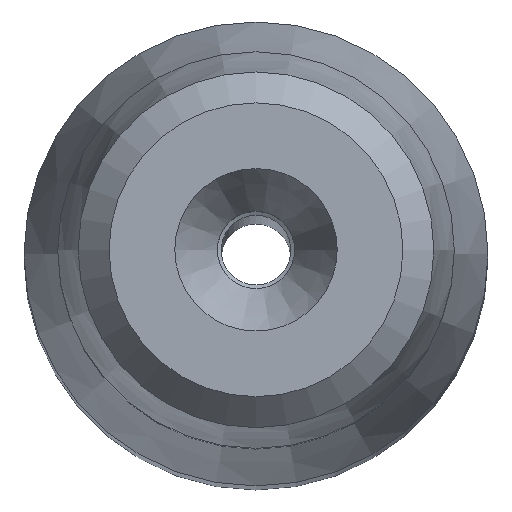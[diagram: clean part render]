
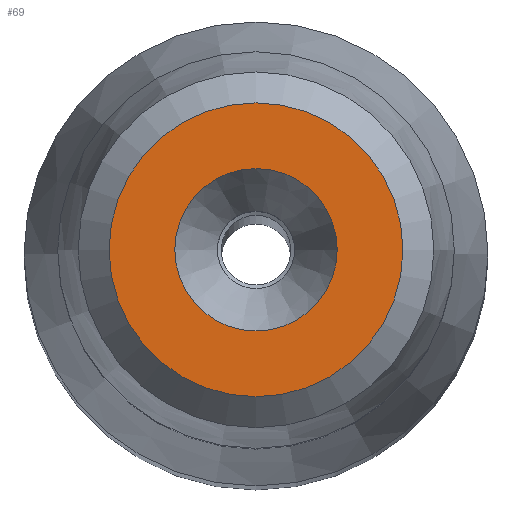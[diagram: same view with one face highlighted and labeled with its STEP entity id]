
A CAD part, top view. The second image highlights one B-rep face of the part: STEP entity #69.
In plain terms, the highlighted planar face has unit normal (0, 0, 1).
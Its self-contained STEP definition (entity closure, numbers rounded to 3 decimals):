
#69=ADVANCED_FACE('',(#108,#109),#98,.F.);
#98=PLANE('',#874);
#108=FACE_BOUND('',#150,.T.);
#109=FACE_BOUND('',#151,.T.);
#150=EDGE_LOOP('',(#200));
#151=EDGE_LOOP('',(#201));
#200=ORIENTED_EDGE('',*,*,#324,.F.);
#201=ORIENTED_EDGE('',*,*,#325,.T.);
#288=VERTEX_POINT('',#1185);
#289=VERTEX_POINT('',#1187);
#324=EDGE_CURVE('',#288,#288,#368,.T.);
#325=EDGE_CURVE('',#289,#289,#369,.T.);
#368=CIRCLE('',#872,1.05);
#369=CIRCLE('',#873,1.9);
#872=AXIS2_PLACEMENT_3D('',#1184,#991,#992);
#873=AXIS2_PLACEMENT_3D('',#1186,#993,#994);
#874=AXIS2_PLACEMENT_3D('',#1188,#995,#996);
#991=DIRECTION('',(0.,0.,1.));
#992=DIRECTION('',(-1.,0.,0.));
#993=DIRECTION('',(0.,0.,1.));
#994=DIRECTION('',(-1.,0.,0.));
#995=DIRECTION('',(0.,0.,-1.));
#996=DIRECTION('',(-1.,0.,0.));
#1184=CARTESIAN_POINT('',(0.,0.,70.));
#1185=CARTESIAN_POINT('',(-1.05,0.,70.));
#1186=CARTESIAN_POINT('',(0.,0.,70.));
#1187=CARTESIAN_POINT('',(-1.9,0.,70.));
#1188=CARTESIAN_POINT('',(0.,0.,70.));
